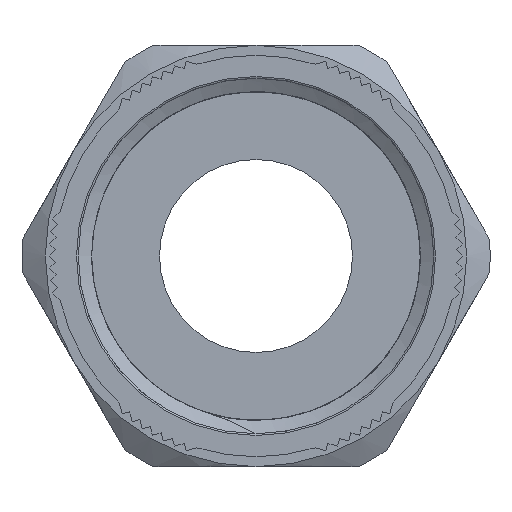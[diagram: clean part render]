
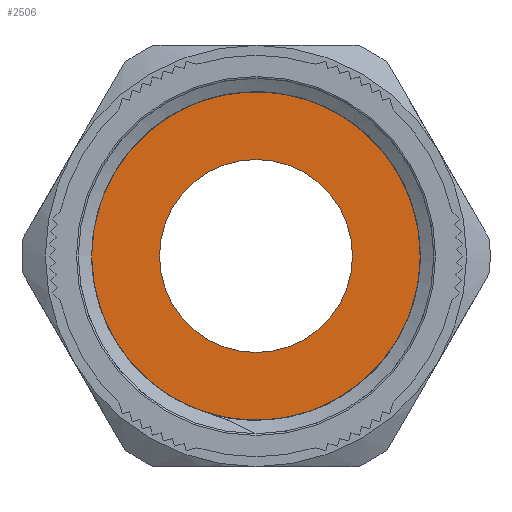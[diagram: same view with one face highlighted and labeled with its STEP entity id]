
A CAD part, left-side view. The second image highlights one B-rep face of the part: STEP entity #2506.
In plain terms, the highlighted planar face has unit normal (-1, 0, 0).
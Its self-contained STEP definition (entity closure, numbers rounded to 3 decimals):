
#37=FACE_BOUND('',#387,.T.);
#85=CIRCLE('',#2638,9.365);
#105=CIRCLE('',#2679,5.5);
#253=FACE_OUTER_BOUND('',#386,.T.);
#386=EDGE_LOOP('',(#2174));
#387=EDGE_LOOP('',(#2175));
#1173=VERTEX_POINT('',#5949);
#1205=VERTEX_POINT('',#6076);
#1513=EDGE_CURVE('',#1173,#1173,#85,.T.);
#1563=EDGE_CURVE('',#1205,#1205,#105,.T.);
#2174=ORIENTED_EDGE('',*,*,#1513,.F.);
#2175=ORIENTED_EDGE('',*,*,#1563,.T.);
#2380=PLANE('',#2678);
#2506=ADVANCED_FACE('',(#253,#37),#2380,.T.);
#2638=AXIS2_PLACEMENT_3D('',#5950,#3193,#3194);
#2678=AXIS2_PLACEMENT_3D('',#6075,#3291,#3292);
#2679=AXIS2_PLACEMENT_3D('',#6077,#3293,#3294);
#3193=DIRECTION('center_axis',(1.,0.,0.));
#3194=DIRECTION('ref_axis',(0.,0.,-1.));
#3291=DIRECTION('center_axis',(-1.,0.,0.));
#3292=DIRECTION('ref_axis',(0.,0.,1.));
#3293=DIRECTION('center_axis',(1.,0.,0.));
#3294=DIRECTION('ref_axis',(0.,0.,-1.));
#5949=CARTESIAN_POINT('',(-10.83,9.365,0.));
#5950=CARTESIAN_POINT('Origin',(-10.83,0.,0.));
#6075=CARTESIAN_POINT('Origin',(-10.83,10.126,0.));
#6076=CARTESIAN_POINT('',(-10.83,5.5,0.));
#6077=CARTESIAN_POINT('Origin',(-10.83,0.,0.));
